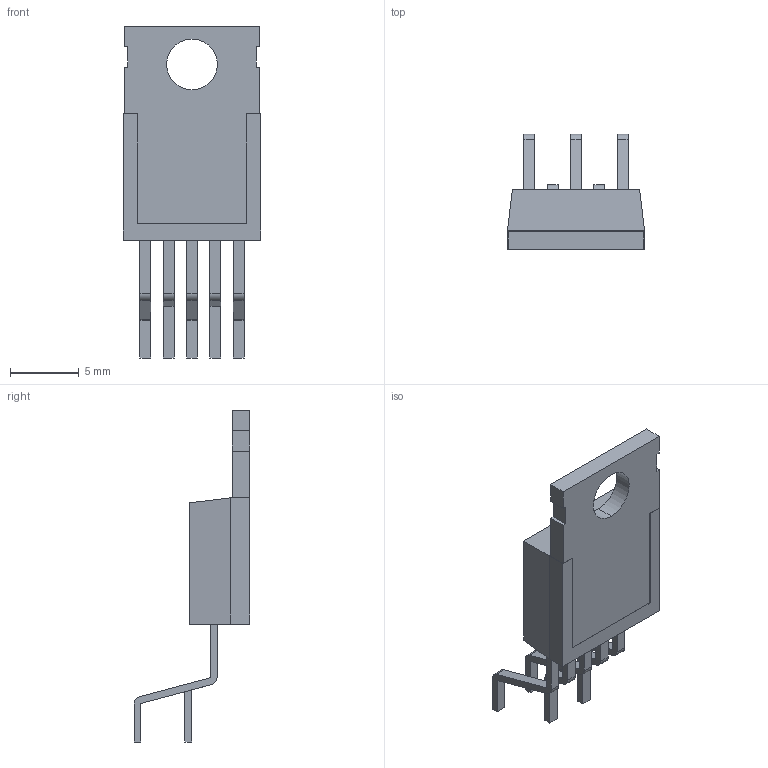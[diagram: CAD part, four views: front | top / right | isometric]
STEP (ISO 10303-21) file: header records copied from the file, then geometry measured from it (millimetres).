
FILE_DESCRIPTION (( 'STEP AP214' ), '1' );
FILE_NAME ('to-220-5.STEP', '2014-12-10T13:33:48', ( '' ), ( '' ), 'SwSTEP 2.0', 'SolidWorks 2014', '' );
FILE_SCHEMA (( 'AUTOMOTIVE_DESIGN' ));
Length unit declared in the file: millimetre
Products named in the file (1): to-220-5
Bounding box: 10 x 8.45 x 24.2 mm (x, y, z)
Volume: 479.7 mm3; surface area: 628.2 mm2
Topology: 1 solids, 1 shells, 175 faces, 470 edges, 312 vertices
Faces by surface type: plane 116, bspline 37, cylinder 22
Entity records: 9060 total; most frequent: CARTESIAN_POINT 3787, ORIENTED_EDGE 940, DIRECTION 718, EDGE_CURVE 470, VECTOR 352, LINE 352, VERTEX_POINT 312, EDGE_LOOP 192
